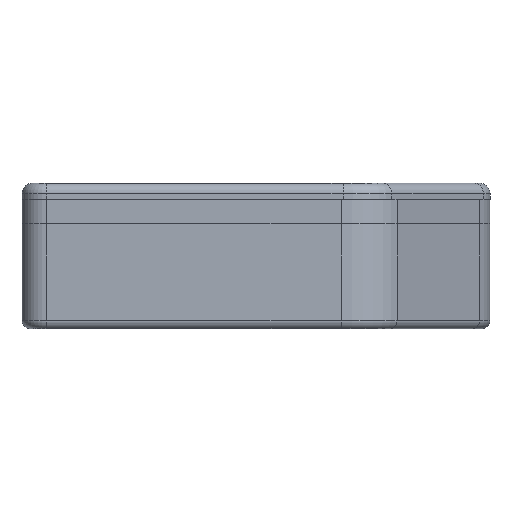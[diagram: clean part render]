
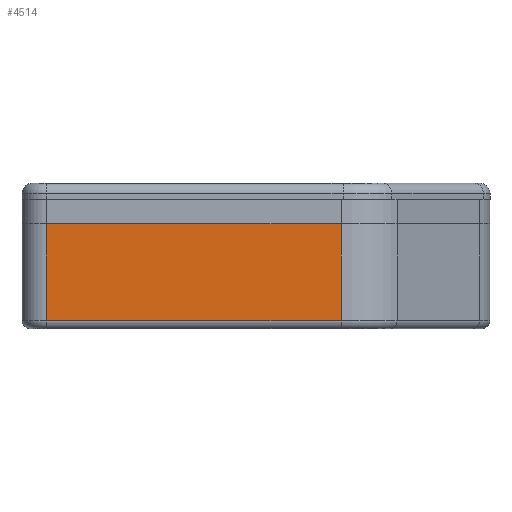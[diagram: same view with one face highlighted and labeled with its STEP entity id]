
A CAD part, left-side view. The second image highlights one B-rep face of the part: STEP entity #4514.
In plain terms, the highlighted planar face has unit normal (-1, -0.001, 0).
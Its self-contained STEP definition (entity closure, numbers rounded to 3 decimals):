
#460=FACE_OUTER_BOUND('',#797,.T.);
#797=EDGE_LOOP('',(#3543,#3544,#3545,#3546));
#1349=LINE('',#7411,#1700);
#1361=LINE('',#7508,#1712);
#1366=LINE('',#7537,#1717);
#1367=LINE('',#7538,#1718);
#1700=VECTOR('',#5725,10.);
#1712=VECTOR('',#5777,10.);
#1717=VECTOR('',#5814,10.);
#1718=VECTOR('',#5815,10.);
#2100=VERTEX_POINT('',#7392);
#2109=VERTEX_POINT('',#7409);
#2130=VERTEX_POINT('',#7498);
#2132=VERTEX_POINT('',#7504);
#2612=EDGE_CURVE('',#2109,#2100,#1349,.T.);
#2641=EDGE_CURVE('',#2130,#2132,#1361,.T.);
#2656=EDGE_CURVE('',#2130,#2100,#1366,.T.);
#2657=EDGE_CURVE('',#2132,#2109,#1367,.T.);
#3543=ORIENTED_EDGE('',*,*,#2641,.F.);
#3544=ORIENTED_EDGE('',*,*,#2656,.T.);
#3545=ORIENTED_EDGE('',*,*,#2612,.F.);
#3546=ORIENTED_EDGE('',*,*,#2657,.F.);
#4363=PLANE('',#4950);
#4514=ADVANCED_FACE('',(#460),#4363,.T.);
#4950=AXIS2_PLACEMENT_3D('',#7536,#5812,#5813);
#5725=DIRECTION('',(0.001,-1.,0.));
#5777=DIRECTION('',(-0.001,1.,0.));
#5812=DIRECTION('center_axis',(-1.,-0.001,
0.));
#5813=DIRECTION('ref_axis',(0.001,-1.,0.));
#5814=DIRECTION('',(0.,0.,1.));
#5815=DIRECTION('',(0.,0.,1.));
#7392=CARTESIAN_POINT('',(-37.951,-10.623,13.));
#7409=CARTESIAN_POINT('',(-37.975,25.884,13.));
#7411=CARTESIAN_POINT('',(-37.951,-10.623,13.));
#7498=CARTESIAN_POINT('',(-37.951,-10.623,1.));
#7504=CARTESIAN_POINT('',(-37.975,25.884,1.));
#7508=CARTESIAN_POINT('',(-37.966,12.893,1.));
#7536=CARTESIAN_POINT('Origin',(-37.975,25.884,0.));
#7537=CARTESIAN_POINT('',(-37.951,-10.623,0.));
#7538=CARTESIAN_POINT('',(-37.975,25.884,0.));
